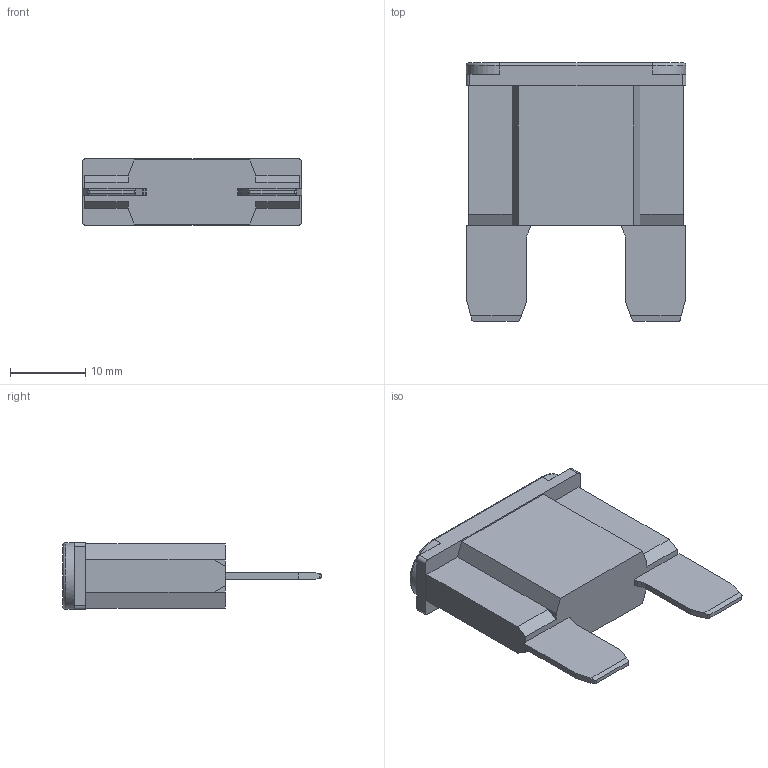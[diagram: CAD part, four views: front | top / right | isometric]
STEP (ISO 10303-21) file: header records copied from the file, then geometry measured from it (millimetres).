
FILE_DESCRIPTION((''),'2;1');
FILE_NAME('3DMODEL_0999000_MAXI_58V','2022-08-04T11:04:31',('MLegi'),(''),'CREO PARAMETRIC BY PTC INC, 2021304','CREO PARAMETRIC BY PTC INC, 2021304','');
FILE_SCHEMA(('CONFIG_CONTROL_DESIGN'));
Length unit declared in the file: millimetre
Products named in the file (1): 3DMODEL_0999000_MAXI_58V
Bounding box: 29.21 x 34.31 x 8.89 mm (x, y, z)
Volume: 4381.6 mm3; surface area: 2561.6 mm2
Topology: 1 solids, 1 shells, 93 faces, 245 edges, 159 vertices
Faces by surface type: plane 67, cylinder 24, torus 2
Entity records: 2885 total; most frequent: CARTESIAN_POINT 524, ORIENTED_EDGE 490, DIRECTION 466, EDGE_CURVE 245, VECTOR 190, LINE 190, VERTEX_POINT 159, AXIS2_PLACEMENT_3D 138
